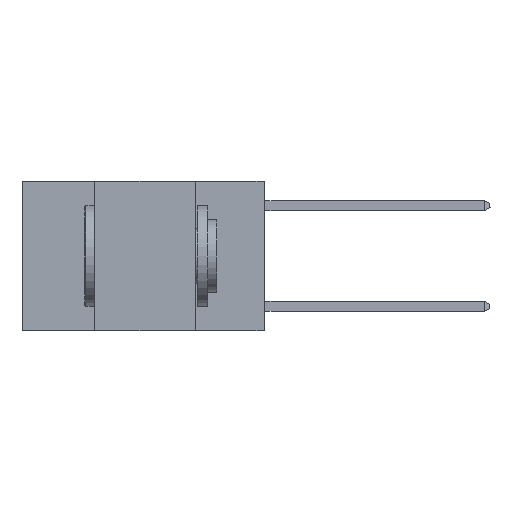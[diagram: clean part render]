
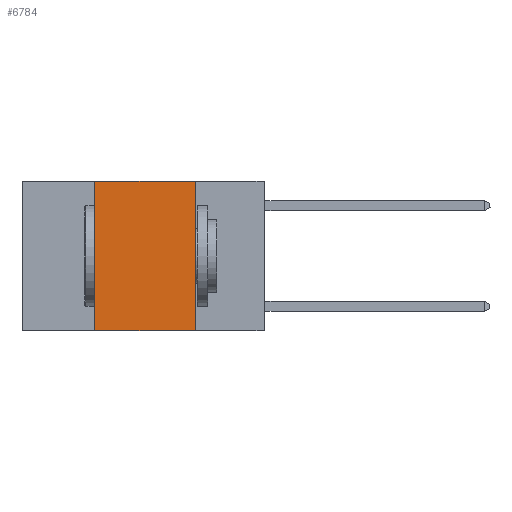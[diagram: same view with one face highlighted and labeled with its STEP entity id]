
A CAD part, left-side view. The second image highlights one B-rep face of the part: STEP entity #6784.
In plain terms, the highlighted planar face has unit normal (-1, 0, 0).
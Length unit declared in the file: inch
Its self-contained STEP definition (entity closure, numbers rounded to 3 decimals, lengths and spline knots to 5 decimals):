
#267 = EDGE_CURVE ( 'NONE', #14983, #11942, #5872, .T. ) ;
#489 = EDGE_LOOP ( 'NONE', ( #7411, #16180, #20543, #7926 ) ) ;
#3756 = LINE ( 'NONE', #5496, #8780 ) ;
#3788 = CARTESIAN_POINT ( 'NONE',  ( 0., 0.17, 0. ) ) ;
#3810 = DIRECTION ( 'NONE',  ( 0., 0., -1. ) ) ;
#4447 = VERTEX_POINT ( 'NONE', #12676 ) ;
#4687 = FACE_OUTER_BOUND ( 'NONE', #489, .T. ) ;
#4916 = CARTESIAN_POINT ( 'NONE',  ( 0., 0.6, 0. ) ) ;
#5496 = CARTESIAN_POINT ( 'NONE',  ( 0., 0.42, 0. ) ) ;
#5872 = LINE ( 'NONE', #3788, #14724 ) ;
#6784 = ADVANCED_FACE ( 'NONE', ( #4687 ), #18205, .F. ) ;
#7411 = ORIENTED_EDGE ( 'NONE', *, *, #267, .F. ) ;
#7518 = LINE ( 'NONE', #19394, #16809 ) ;
#7926 = ORIENTED_EDGE ( 'NONE', *, *, #10901, .T. ) ;
#8319 = DIRECTION ( 'NONE',  ( 1., 0., 0. ) ) ;
#8780 = VECTOR ( 'NONE', #15435, 39.37008 ) ;
#9559 = CARTESIAN_POINT ( 'NONE',  ( 0., 0.17, 0. ) ) ;
#10044 = DIRECTION ( 'NONE',  ( 0., -1., 0. ) ) ;
#10708 = CARTESIAN_POINT ( 'NONE',  ( 0., 0.17, -0.37 ) ) ;
#10901 = EDGE_CURVE ( 'NONE', #4447, #11942, #16242, .T. ) ;
#11115 = EDGE_CURVE ( 'NONE', #4447, #13313, #3756, .T. ) ;
#11762 = AXIS2_PLACEMENT_3D ( 'NONE', #4916, #8319, #19845 ) ;
#11778 = CARTESIAN_POINT ( 'NONE',  ( 0., 0.42, 0. ) ) ;
#11942 = VERTEX_POINT ( 'NONE', #10708 ) ;
#12676 = CARTESIAN_POINT ( 'NONE',  ( 0., 0.42, -0.37 ) ) ;
#12858 = DIRECTION ( 'NONE',  ( 0., -1., 0. ) ) ;
#13313 = VERTEX_POINT ( 'NONE', #11778 ) ;
#14724 = VECTOR ( 'NONE', #3810, 39.37008 ) ;
#14983 = VERTEX_POINT ( 'NONE', #9559 ) ;
#15435 = DIRECTION ( 'NONE',  ( 0., 0., 1. ) ) ;
#15608 = EDGE_CURVE ( 'NONE', #13313, #14983, #7518, .T. ) ;
#16180 = ORIENTED_EDGE ( 'NONE', *, *, #15608, .F. ) ;
#16242 = LINE ( 'NONE', #16583, #20112 ) ;
#16583 = CARTESIAN_POINT ( 'NONE',  ( 0., 0.6, -0.37 ) ) ;
#16809 = VECTOR ( 'NONE', #12858, 39.37008 ) ;
#18205 = PLANE ( 'NONE',  #11762 ) ;
#19394 = CARTESIAN_POINT ( 'NONE',  ( 0., 0.6, 0. ) ) ;
#19845 = DIRECTION ( 'NONE',  ( 0., 0., -1. ) ) ;
#20112 = VECTOR ( 'NONE', #10044, 39.37008 ) ;
#20543 = ORIENTED_EDGE ( 'NONE', *, *, #11115, .F. ) ;
